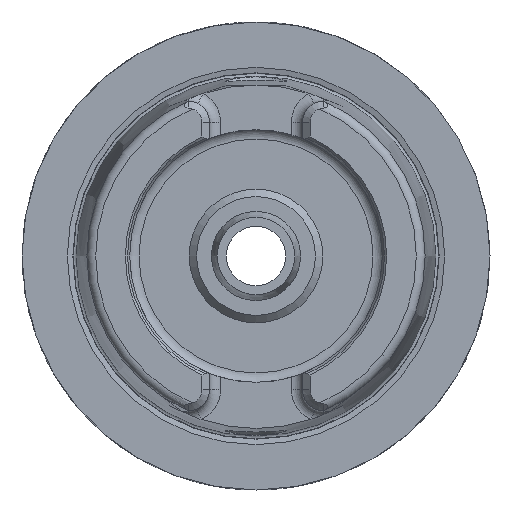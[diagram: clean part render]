
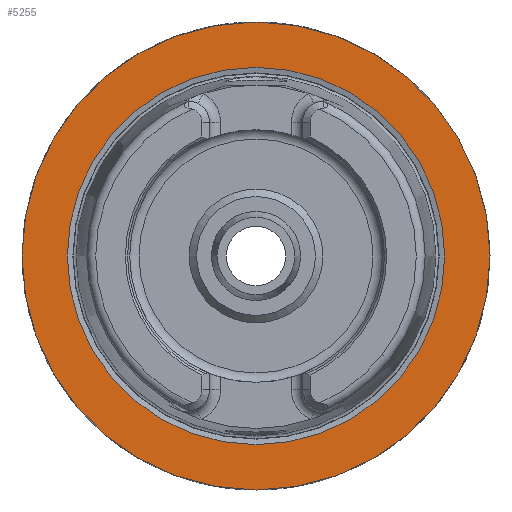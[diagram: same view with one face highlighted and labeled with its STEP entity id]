
A CAD part, left-side view. The second image highlights one B-rep face of the part: STEP entity #5255.
In plain terms, the highlighted planar face has unit normal (-1, 0, 0).
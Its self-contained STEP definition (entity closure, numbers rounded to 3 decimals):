
#4446=CARTESIAN_POINT('',(0.0,31.5,0.0));
#4447=VERTEX_POINT('',#4446);
#4448=CARTESIAN_POINT('',(0.0,0.0,0.0));
#4449=DIRECTION('',(1.0,0.0,0.0));
#4450=DIRECTION('',(0.0,1.0,0.0));
#4451=AXIS2_PLACEMENT_3D('',#4448,#4449,#4450);
#4452=CIRCLE('',#4451,31.5);
#4453=EDGE_CURVE('',#4447,#4447,#4452,.T.);
#5229=CARTESIAN_POINT('',(0.0,25.4,0.0));
#5230=VERTEX_POINT('',#5229);
#5231=CARTESIAN_POINT('',(0.0,0.0,0.0));
#5232=DIRECTION('',(1.0,0.0,0.0));
#5233=DIRECTION('',(0.0,1.0,0.0));
#5234=AXIS2_PLACEMENT_3D('',#5231,#5232,#5233);
#5235=CIRCLE('',#5234,25.4);
#5236=EDGE_CURVE('',#5230,#5230,#5235,.T.);
#5244=CARTESIAN_POINT('',(0.0,28.45,0.0));
#5245=DIRECTION('',(-1.0,0.0,0.0));
#5246=DIRECTION('',(0.0,0.0,1.0));
#5247=AXIS2_PLACEMENT_3D('',#5244,#5245,#5246);
#5248=PLANE('',#5247);
#5249=ORIENTED_EDGE('',*,*,#4453,.F.);
#5250=EDGE_LOOP('',(#5249));
#5251=FACE_OUTER_BOUND('',#5250,.T.);
#5252=ORIENTED_EDGE('',*,*,#5236,.T.);
#5253=EDGE_LOOP('',(#5252));
#5254=FACE_BOUND('',#5253,.T.);
#5255=ADVANCED_FACE('',(#5251,#5254),#5248,.T.);
